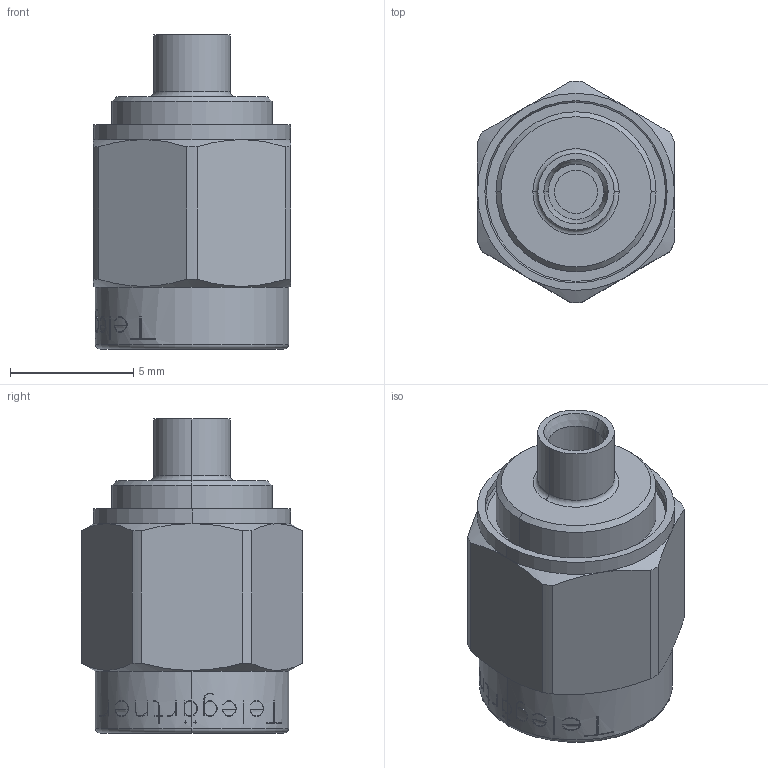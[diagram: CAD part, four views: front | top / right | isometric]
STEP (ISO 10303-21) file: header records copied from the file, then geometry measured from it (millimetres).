
FILE_DESCRIPTION (( 'STEP AP214' ), '1' );
FILE_NAME ('J01150A0121.STEP', '2011-02-22T11:13:20', ( 'markiewicz' ), ( '' ), 'SwSTEP 2.0', 'SolidWorks 2010', '' );
FILE_SCHEMA (( 'AUTOMOTIVE_DESIGN' ));
Length unit declared in the file: millimetre
Products named in the file (1): J01150A0121
Bounding box: 8 x 9 x 12.75 mm (x, y, z)
Volume: 441.3 mm3; surface area: 490.3 mm2
Topology: 1 solids, 1 shells, 365 faces, 979 edges, 641 vertices
Faces by surface type: plane 281, cylinder 54, cone 24, torus 4, sphere 2
Entity records: 15354 total; most frequent: CARTESIAN_POINT 3056, ORIENTED_EDGE 1954, DIRECTION 1573, EDGE_CURVE 977, VERTEX_POINT 641, AXIS2_PLACEMENT_3D 574, VECTOR 425, LINE 425
